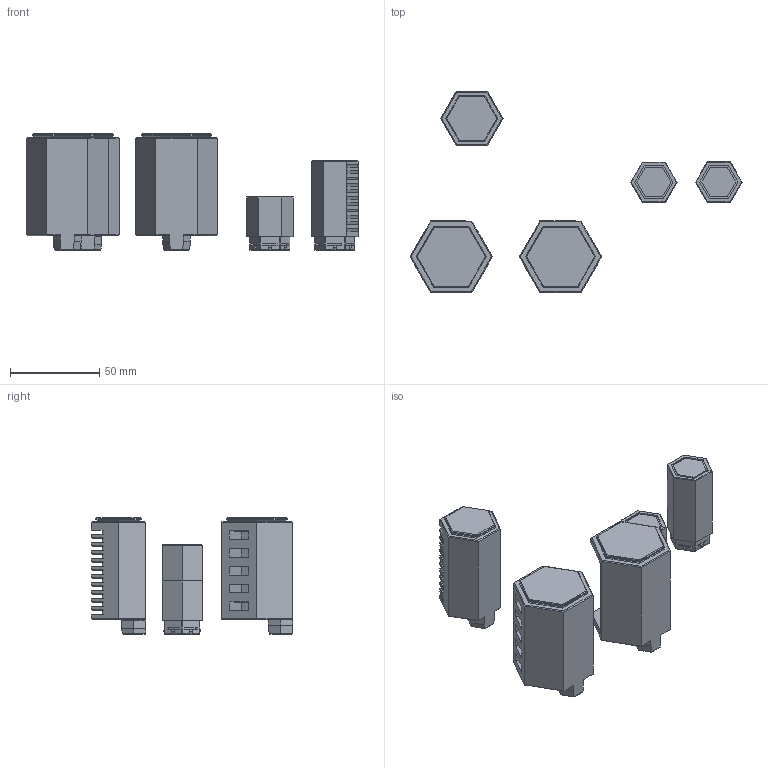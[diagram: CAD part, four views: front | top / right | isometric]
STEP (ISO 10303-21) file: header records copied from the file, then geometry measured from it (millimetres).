
FILE_DESCRIPTION(/* description */ (''),/* implementation_level */ '2;1');
FILE_NAME(/* name */ 'usb-sd-box.step',/* time_stamp */ '2023-05-06T11:18:34+02:00',/* author */ (''),/* organization */ (''),/* preprocessor_version */ 'ST-DEVELOPER v19.2',/* originating_system */ 'Autodesk Translation Framework v12.4.0.73',/* authorisation */ '');
FILE_SCHEMA (('AUTOMOTIVE_DESIGN { 1 0 10303 214 3 1 1 }'));
Length unit declared in the file: millimetre
Products named in the file (1): usb-sd-box
Bounding box: 185.95 x 112.59 x 65 mm (x, y, z)
Volume: 149061.7 mm3; surface area: 68945.7 mm2
Topology: 8 solids, 8 shells, 951 faces, 2527 edges, 1614 vertices
Faces by surface type: plane 865, cylinder 75, cone 11
Full cylindrical faces by diameter (mm): 10 x3
Entity records: 28918 total; most frequent: CARTESIAN_POINT 5093, ORIENTED_EDGE 5054, DIRECTION 4597, EDGE_CURVE 2527, LINE 2361, VECTOR 2361, VERTEX_POINT 1614, AXIS2_PLACEMENT_3D 1118
